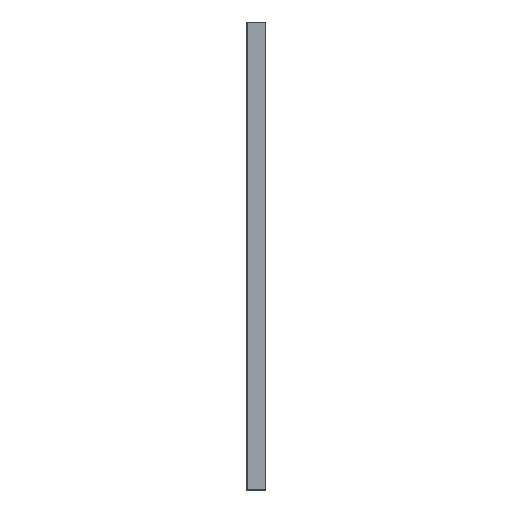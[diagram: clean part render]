
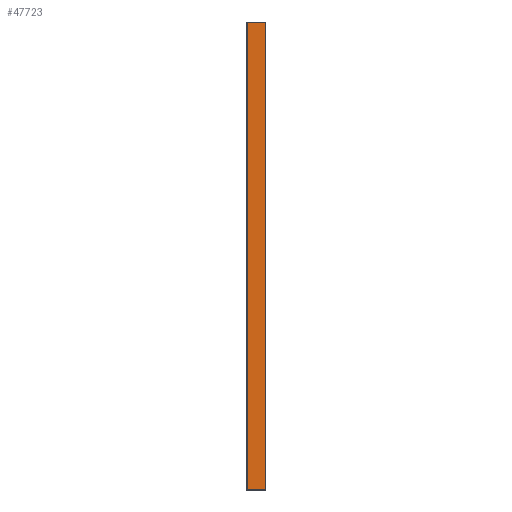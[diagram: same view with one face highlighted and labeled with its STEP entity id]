
A CAD part, front view. The second image highlights one B-rep face of the part: STEP entity #47723.
In plain terms, the highlighted planar face has unit normal (0, -1, 0).
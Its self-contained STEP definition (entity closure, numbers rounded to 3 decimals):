
#37386 = PLANE('',#37387);
#37387 = AXIS2_PLACEMENT_3D('',#37388,#37389,#37390);
#37388 = CARTESIAN_POINT('',(4.,-8.95,0.05));
#37389 = DIRECTION('',(0.,0.707,0.707));
#37390 = DIRECTION('',(1.,0.,0.));
#37694 = PLANE('',#37695);
#37695 = AXIS2_PLACEMENT_3D('',#37696,#37697,#37698);
#37696 = CARTESIAN_POINT('',(4.,-8.95,199.95));
#37697 = DIRECTION('',(0.,-0.707,
    0.707));
#37698 = DIRECTION('',(1.,0.,0.));
#37981 = PLANE('',#37982);
#37982 = AXIS2_PLACEMENT_3D('',#37983,#37984,#37985);
#37983 = CARTESIAN_POINT('',(-3.9,-8.9,0.));
#37984 = DIRECTION('',(-0.707,-0.707,
    0.));
#37985 = DIRECTION('',(0.,0.,1.));
#41501 = VERTEX_POINT('',#41502);
#41502 = CARTESIAN_POINT('',(3.9,-9.,0.1));
#41523 = EDGE_CURVE('',#41501,#41524,#41526,.T.);
#41524 = VERTEX_POINT('',#41525);
#41525 = CARTESIAN_POINT('',(-3.8,-9.,0.1));
#41526 = SURFACE_CURVE('',#41527,(#41531,#41538),.PCURVE_S1.);
#41527 = LINE('',#41528,#41529);
#41528 = CARTESIAN_POINT('',(4.,-9.,0.1));
#41529 = VECTOR('',#41530,1.);
#41530 = DIRECTION('',(-1.,0.,0.));
#41531 = PCURVE('',#37386,#41532);
#41532 = DEFINITIONAL_REPRESENTATION('',(#41533),#41537);
#41533 = LINE('',#41534,#41535);
#41534 = CARTESIAN_POINT('',(0.,-0.071));
#41535 = VECTOR('',#41536,1.);
#41536 = DIRECTION('',(-1.,0.));
#41537 = ( GEOMETRIC_REPRESENTATION_CONTEXT(2) 
PARAMETRIC_REPRESENTATION_CONTEXT() REPRESENTATION_CONTEXT('2D SPACE',''
  ) );
#41538 = PCURVE('',#41539,#41544);
#41539 = PLANE('',#41540);
#41540 = AXIS2_PLACEMENT_3D('',#41541,#41542,#41543);
#41541 = CARTESIAN_POINT('',(4.,-9.,0.));
#41542 = DIRECTION('',(0.,-1.,0.));
#41543 = DIRECTION('',(-1.,0.,0.));
#41544 = DEFINITIONAL_REPRESENTATION('',(#41545),#41549);
#41545 = LINE('',#41546,#41547);
#41546 = CARTESIAN_POINT('',(0.,-0.1));
#41547 = VECTOR('',#41548,1.);
#41548 = DIRECTION('',(1.,0.));
#41549 = ( GEOMETRIC_REPRESENTATION_CONTEXT(2) 
PARAMETRIC_REPRESENTATION_CONTEXT() REPRESENTATION_CONTEXT('2D SPACE',''
  ) );
#41816 = VERTEX_POINT('',#41817);
#41817 = CARTESIAN_POINT('',(3.9,-9.,199.9));
#41838 = EDGE_CURVE('',#41816,#41839,#41841,.T.);
#41839 = VERTEX_POINT('',#41840);
#41840 = CARTESIAN_POINT('',(-3.8,-9.,199.9));
#41841 = SURFACE_CURVE('',#41842,(#41846,#41853),.PCURVE_S1.);
#41842 = LINE('',#41843,#41844);
#41843 = CARTESIAN_POINT('',(4.,-9.,199.9));
#41844 = VECTOR('',#41845,1.);
#41845 = DIRECTION('',(-1.,0.,0.));
#41846 = PCURVE('',#37694,#41847);
#41847 = DEFINITIONAL_REPRESENTATION('',(#41848),#41852);
#41848 = LINE('',#41849,#41850);
#41849 = CARTESIAN_POINT('',(0.,-0.071));
#41850 = VECTOR('',#41851,1.);
#41851 = DIRECTION('',(-1.,0.));
#41852 = ( GEOMETRIC_REPRESENTATION_CONTEXT(2) 
PARAMETRIC_REPRESENTATION_CONTEXT() REPRESENTATION_CONTEXT('2D SPACE',''
  ) );
#41853 = PCURVE('',#41539,#41854);
#41854 = DEFINITIONAL_REPRESENTATION('',(#41855),#41859);
#41855 = LINE('',#41856,#41857);
#41856 = CARTESIAN_POINT('',(0.,-199.9));
#41857 = VECTOR('',#41858,1.);
#41858 = DIRECTION('',(1.,0.));
#41859 = ( GEOMETRIC_REPRESENTATION_CONTEXT(2) 
PARAMETRIC_REPRESENTATION_CONTEXT() REPRESENTATION_CONTEXT('2D SPACE',''
  ) );
#41995 = EDGE_CURVE('',#41524,#41839,#41996,.T.);
#41996 = SURFACE_CURVE('',#41997,(#42001,#42008),.PCURVE_S1.);
#41997 = LINE('',#41998,#41999);
#41998 = CARTESIAN_POINT('',(-3.8,-9.,0.));
#41999 = VECTOR('',#42000,1.);
#42000 = DIRECTION('',(0.,0.,1.));
#42001 = PCURVE('',#37981,#42002);
#42002 = DEFINITIONAL_REPRESENTATION('',(#42003),#42007);
#42003 = LINE('',#42004,#42005);
#42004 = CARTESIAN_POINT('',(0.,-0.141));
#42005 = VECTOR('',#42006,1.);
#42006 = DIRECTION('',(1.,0.));
#42007 = ( GEOMETRIC_REPRESENTATION_CONTEXT(2) 
PARAMETRIC_REPRESENTATION_CONTEXT() REPRESENTATION_CONTEXT('2D SPACE',''
  ) );
#42008 = PCURVE('',#41539,#42009);
#42009 = DEFINITIONAL_REPRESENTATION('',(#42010),#42014);
#42010 = LINE('',#42011,#42012);
#42011 = CARTESIAN_POINT('',(7.8,0.));
#42012 = VECTOR('',#42013,1.);
#42013 = DIRECTION('',(0.,-1.));
#42014 = ( GEOMETRIC_REPRESENTATION_CONTEXT(2) 
PARAMETRIC_REPRESENTATION_CONTEXT() REPRESENTATION_CONTEXT('2D SPACE',''
  ) );
#47437 = PLANE('',#47438);
#47438 = AXIS2_PLACEMENT_3D('',#47439,#47440,#47441);
#47439 = CARTESIAN_POINT('',(3.95,-8.95,0.));
#47440 = DIRECTION('',(0.707,-0.707,0.));
#47441 = DIRECTION('',(0.,0.,1.));
#47723 = ADVANCED_FACE('',(#47724),#41539,.T.);
#47724 = FACE_BOUND('',#47725,.T.);
#47725 = EDGE_LOOP('',(#47726,#47747,#47748,#47749));
#47726 = ORIENTED_EDGE('',*,*,#47727,.T.);
#47727 = EDGE_CURVE('',#41501,#41816,#47728,.T.);
#47728 = SURFACE_CURVE('',#47729,(#47733,#47740),.PCURVE_S1.);
#47729 = LINE('',#47730,#47731);
#47730 = CARTESIAN_POINT('',(3.9,-9.,0.));
#47731 = VECTOR('',#47732,1.);
#47732 = DIRECTION('',(0.,0.,1.));
#47733 = PCURVE('',#41539,#47734);
#47734 = DEFINITIONAL_REPRESENTATION('',(#47735),#47739);
#47735 = LINE('',#47736,#47737);
#47736 = CARTESIAN_POINT('',(0.1,0.));
#47737 = VECTOR('',#47738,1.);
#47738 = DIRECTION('',(0.,-1.));
#47739 = ( GEOMETRIC_REPRESENTATION_CONTEXT(2) 
PARAMETRIC_REPRESENTATION_CONTEXT() REPRESENTATION_CONTEXT('2D SPACE',''
  ) );
#47740 = PCURVE('',#47437,#47741);
#47741 = DEFINITIONAL_REPRESENTATION('',(#47742),#47746);
#47742 = LINE('',#47743,#47744);
#47743 = CARTESIAN_POINT('',(0.,0.071));
#47744 = VECTOR('',#47745,1.);
#47745 = DIRECTION('',(1.,0.));
#47746 = ( GEOMETRIC_REPRESENTATION_CONTEXT(2) 
PARAMETRIC_REPRESENTATION_CONTEXT() REPRESENTATION_CONTEXT('2D SPACE',''
  ) );
#47747 = ORIENTED_EDGE('',*,*,#41838,.T.);
#47748 = ORIENTED_EDGE('',*,*,#41995,.F.);
#47749 = ORIENTED_EDGE('',*,*,#41523,.F.);
